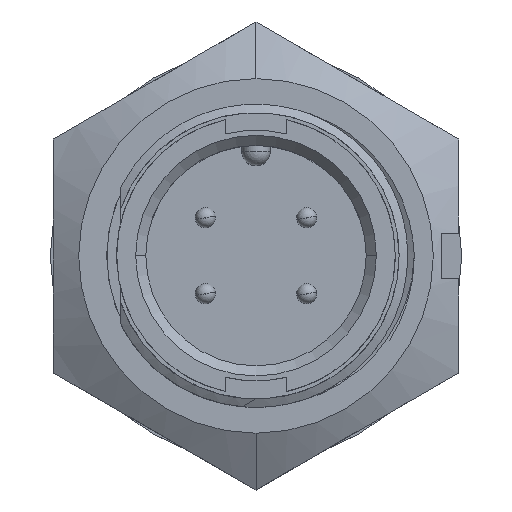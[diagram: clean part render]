
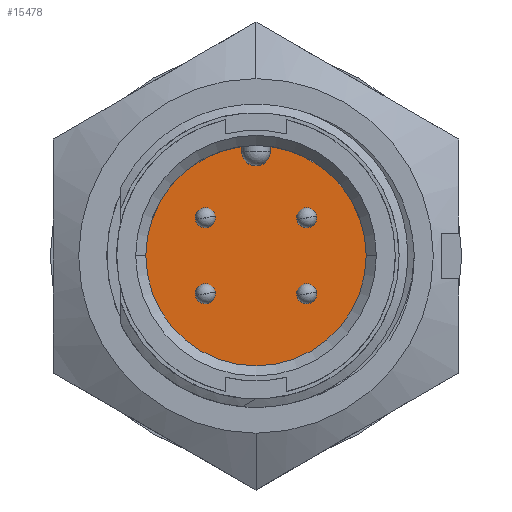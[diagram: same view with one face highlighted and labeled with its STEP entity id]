
A CAD part, top view. The second image highlights one B-rep face of the part: STEP entity #15478.
In plain terms, the highlighted planar face has unit normal (0, 0, 1).
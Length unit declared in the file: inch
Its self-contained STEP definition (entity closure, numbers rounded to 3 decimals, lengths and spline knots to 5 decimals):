
#7815 = EDGE_LOOP ( 'NONE', ( #16617, #16619 ) ) ;
#7818 = EDGE_LOOP ( 'NONE', ( #16618, #16620 ) ) ;
#7821 = EDGE_LOOP ( 'NONE', ( #16622, #16621, #16623, #16625, #16624, #16679 ) ) ;
#7823 = EDGE_LOOP ( 'NONE', ( #16691, #16677 ) ) ;
#7825 = EDGE_LOOP ( 'NONE', ( #16696, #16694 ) ) ;
#10810 = CARTESIAN_POINT ( 'NONE',  ( 0.11946, -0.07161, -0.3125 ) ) ;
#10811 = CARTESIAN_POINT ( 'NONE',  ( 0.028, 0.2055, -0.3125 ) ) ;
#10821 = CARTESIAN_POINT ( 'NONE',  ( -0.028, 0.2055, -0.3125 ) ) ;
#10825 = CARTESIAN_POINT ( 'NONE',  ( 0.028, 0.21569, -0.3125 ) ) ;
#10828 = CARTESIAN_POINT ( 'NONE',  ( -0.028, 0.21569, -0.3125 ) ) ;
#10849 = CARTESIAN_POINT ( 'NONE',  ( -0.08054, 0.07839, -0.3125 ) ) ;
#10867 = CARTESIAN_POINT ( 'NONE',  ( 0.08054, -0.07839, -0.3125 ) ) ;
#10874 = CARTESIAN_POINT ( 'NONE',  ( -0.08054, -0.07161, -0.3125 ) ) ;
#10899 = CARTESIAN_POINT ( 'NONE',  ( -0.11946, -0.07839, -0.3125 ) ) ;
#10939 = CARTESIAN_POINT ( 'NONE',  ( 0.2175, 0., -0.3125 ) ) ;
#10951 = CARTESIAN_POINT ( 'NONE',  ( -0.11946, 0.07161, -0.3125 ) ) ;
#10968 = CARTESIAN_POINT ( 'NONE',  ( 0.11946, 0.07839, -0.3125 ) ) ;
#10985 = CARTESIAN_POINT ( 'NONE',  ( 0.08054, 0.07161, -0.3125 ) ) ;
#11001 = CARTESIAN_POINT ( 'NONE',  ( -0.2175, 0., -0.3125 ) ) ;
#11338 = EDGE_CURVE ( 'NONE', #16473, #16445, #11567, .T. ) ;
#11339 = EDGE_CURVE ( 'NONE', #16573, #16553, #11568, .T. ) ;
#11340 = EDGE_CURVE ( 'NONE', #16535, #16417, #11569, .T. ) ;
#11341 = EDGE_CURVE ( 'NONE', #16438, #16389, #11570, .T. ) ;
#11343 = EDGE_CURVE ( 'NONE', #16374, #16384, #11571, .T. ) ;
#11348 = EDGE_CURVE ( 'NONE', #16384, #16393, #17770, .T. ) ;
#11350 = EDGE_CURVE ( 'NONE', #16590, #16393, #11572, .T. ) ;
#11351 = EDGE_CURVE ( 'NONE', #16390, #16520, #11573, .T. ) ;
#11352 = EDGE_CURVE ( 'NONE', #16390, #16374, #17755, .T. ) ;
#11567 = CIRCLE ( 'NONE', #15560, 0.01975 ) ;
#11568 = CIRCLE ( 'NONE', #15636, 0.01975 ) ;
#11569 = CIRCLE ( 'NONE', #15638, 0.01975 ) ;
#11570 = CIRCLE ( 'NONE', #15642, 0.01975 ) ;
#11571 = CIRCLE ( 'NONE', #15651, 0.028 ) ;
#11572 = CIRCLE ( 'NONE', #15655, 0.2175 ) ;
#11573 = CIRCLE ( 'NONE', #15653, 0.2175 ) ;
#11607 = CIRCLE ( 'NONE', #17095, 0.2175 ) ;
#11609 = CIRCLE ( 'NONE', #17093, 0.01975 ) ;
#11611 = CIRCLE ( 'NONE', #17112, 0.01975 ) ;
#15104 = EDGE_CURVE ( 'NONE', #16520, #16590, #11607, .T. ) ;
#15108 = EDGE_CURVE ( 'NONE', #16389, #16438, #11609, .T. ) ;
#15112 = EDGE_CURVE ( 'NONE', #16417, #16535, #11611, .T. ) ;
#15116 = EDGE_CURVE ( 'NONE', #16553, #16573, #19634, .T. ) ;
#15120 = EDGE_CURVE ( 'NONE', #16445, #16473, #19636, .T. ) ;
#15478 = ADVANCED_FACE ( 'NONE', ( #16323, #16315, #16311, #16307, #16305 ), #16941, .T. ) ;
#15555 = VECTOR ( 'NONE', #17768, 39.37008 ) ;
#15560 = AXIS2_PLACEMENT_3D ( 'NONE', #17815, #17814, #17813 ) ;
#15636 = AXIS2_PLACEMENT_3D ( 'NONE', #17812, #17811, #17810 ) ;
#15638 = AXIS2_PLACEMENT_3D ( 'NONE', #17809, #17808, #17807 ) ;
#15642 = AXIS2_PLACEMENT_3D ( 'NONE', #17806, #17805, #17803 ) ;
#15651 = AXIS2_PLACEMENT_3D ( 'NONE', #17802, #17797, #17796 ) ;
#15653 = AXIS2_PLACEMENT_3D ( 'NONE', #17761, #17759, #17758 ) ;
#15655 = AXIS2_PLACEMENT_3D ( 'NONE', #17777, #17764, #17763 ) ;
#15685 = VECTOR ( 'NONE', #17753, 39.37008 ) ;
#16305 = FACE_BOUND ( 'NONE', #7825, .T. ) ;
#16307 = FACE_BOUND ( 'NONE', #7823, .T. ) ;
#16311 = FACE_OUTER_BOUND ( 'NONE', #7821, .T. ) ;
#16314 = AXIS2_PLACEMENT_3D ( 'NONE', #16928, #16977, #16956 ) ;
#16315 = FACE_BOUND ( 'NONE', #7818, .T. ) ;
#16323 = FACE_BOUND ( 'NONE', #7815, .T. ) ;
#16374 = VERTEX_POINT ( 'NONE', #10811 ) ;
#16384 = VERTEX_POINT ( 'NONE', #10821 ) ;
#16389 = VERTEX_POINT ( 'NONE', #10810 ) ;
#16390 = VERTEX_POINT ( 'NONE', #10825 ) ;
#16393 = VERTEX_POINT ( 'NONE', #10828 ) ;
#16417 = VERTEX_POINT ( 'NONE', #10849 ) ;
#16438 = VERTEX_POINT ( 'NONE', #10867 ) ;
#16445 = VERTEX_POINT ( 'NONE', #10874 ) ;
#16473 = VERTEX_POINT ( 'NONE', #10899 ) ;
#16520 = VERTEX_POINT ( 'NONE', #10939 ) ;
#16535 = VERTEX_POINT ( 'NONE', #10951 ) ;
#16553 = VERTEX_POINT ( 'NONE', #10968 ) ;
#16573 = VERTEX_POINT ( 'NONE', #10985 ) ;
#16590 = VERTEX_POINT ( 'NONE', #11001 ) ;
#16617 = ORIENTED_EDGE ( 'NONE', *, *, #11341, .F. ) ;
#16618 = ORIENTED_EDGE ( 'NONE', *, *, #11340, .F. ) ;
#16619 = ORIENTED_EDGE ( 'NONE', *, *, #15108, .F. ) ;
#16620 = ORIENTED_EDGE ( 'NONE', *, *, #15112, .F. ) ;
#16621 = ORIENTED_EDGE ( 'NONE', *, *, #11348, .T. ) ;
#16622 = ORIENTED_EDGE ( 'NONE', *, *, #11343, .T. ) ;
#16623 = ORIENTED_EDGE ( 'NONE', *, *, #11350, .F. ) ;
#16624 = ORIENTED_EDGE ( 'NONE', *, *, #11351, .F. ) ;
#16625 = ORIENTED_EDGE ( 'NONE', *, *, #15104, .F. ) ;
#16677 = ORIENTED_EDGE ( 'NONE', *, *, #15116, .F. ) ;
#16679 = ORIENTED_EDGE ( 'NONE', *, *, #11352, .T. ) ;
#16691 = ORIENTED_EDGE ( 'NONE', *, *, #11339, .F. ) ;
#16694 = ORIENTED_EDGE ( 'NONE', *, *, #15120, .F. ) ;
#16696 = ORIENTED_EDGE ( 'NONE', *, *, #11338, .F. ) ;
#16928 = CARTESIAN_POINT ( 'NONE',  ( 0., 0., -0.3125 ) ) ;
#16941 = PLANE ( 'NONE',  #16314 ) ;
#16956 = DIRECTION ( 'NONE',  ( 1., 0., 0. ) ) ;
#16977 = DIRECTION ( 'NONE',  ( 0., 0., 1. ) ) ;
#17075 = AXIS2_PLACEMENT_3D ( 'NONE', #18515, #18514, #18513 ) ;
#17093 = AXIS2_PLACEMENT_3D ( 'NONE', #18552, #18551, #18550 ) ;
#17095 = AXIS2_PLACEMENT_3D ( 'NONE', #18573, #18565, #18564 ) ;
#17112 = AXIS2_PLACEMENT_3D ( 'NONE', #18540, #18539, #18538 ) ;
#17142 = AXIS2_PLACEMENT_3D ( 'NONE', #18527, #18526, #18525 ) ;
#17753 = DIRECTION ( 'NONE',  ( 0., -1., 0. ) ) ;
#17754 = CARTESIAN_POINT ( 'NONE',  ( 0.028, 0.21569, -0.3125 ) ) ;
#17755 = LINE ( 'NONE', #17754, #15685 ) ;
#17758 = DIRECTION ( 'NONE',  ( 1., 0., 0. ) ) ;
#17759 = DIRECTION ( 'NONE',  ( 0., 0., -1. ) ) ;
#17761 = CARTESIAN_POINT ( 'NONE',  ( 0., 0., -0.3125 ) ) ;
#17763 = DIRECTION ( 'NONE',  ( 1., 0., 0. ) ) ;
#17764 = DIRECTION ( 'NONE',  ( 0., 0., -1. ) ) ;
#17768 = DIRECTION ( 'NONE',  ( 0., 1., 0. ) ) ;
#17769 = CARTESIAN_POINT ( 'NONE',  ( -0.028, 0.21569, -0.3125 ) ) ;
#17770 = LINE ( 'NONE', #17769, #15555 ) ;
#17777 = CARTESIAN_POINT ( 'NONE',  ( 0., 0., -0.3125 ) ) ;
#17796 = DIRECTION ( 'NONE',  ( 1., 0., 0. ) ) ;
#17797 = DIRECTION ( 'NONE',  ( 0., 0., -1. ) ) ;
#17802 = CARTESIAN_POINT ( 'NONE',  ( 0., 0.2055, -0.3125 ) ) ;
#17803 = DIRECTION ( 'NONE',  ( 1., 0., 0. ) ) ;
#17805 = DIRECTION ( 'NONE',  ( 0., 0., 1. ) ) ;
#17806 = CARTESIAN_POINT ( 'NONE',  ( 0.1, -0.075, -0.3125 ) ) ;
#17807 = DIRECTION ( 'NONE',  ( 1., 0., 0. ) ) ;
#17808 = DIRECTION ( 'NONE',  ( 0., 0., 1. ) ) ;
#17809 = CARTESIAN_POINT ( 'NONE',  ( -0.1, 0.075, -0.3125 ) ) ;
#17810 = DIRECTION ( 'NONE',  ( 1., 0., 0. ) ) ;
#17811 = DIRECTION ( 'NONE',  ( 0., 0., 1. ) ) ;
#17812 = CARTESIAN_POINT ( 'NONE',  ( 0.1, 0.075, -0.3125 ) ) ;
#17813 = DIRECTION ( 'NONE',  ( 1., 0., 0. ) ) ;
#17814 = DIRECTION ( 'NONE',  ( 0., 0., 1. ) ) ;
#17815 = CARTESIAN_POINT ( 'NONE',  ( -0.1, -0.075, -0.3125 ) ) ;
#18513 = DIRECTION ( 'NONE',  ( 1., 0., 0. ) ) ;
#18514 = DIRECTION ( 'NONE',  ( 0., 0., 1. ) ) ;
#18515 = CARTESIAN_POINT ( 'NONE',  ( -0.1, -0.075, -0.3125 ) ) ;
#18525 = DIRECTION ( 'NONE',  ( 1., 0., 0. ) ) ;
#18526 = DIRECTION ( 'NONE',  ( 0., 0., 1. ) ) ;
#18527 = CARTESIAN_POINT ( 'NONE',  ( 0.1, 0.075, -0.3125 ) ) ;
#18538 = DIRECTION ( 'NONE',  ( 1., 0., 0. ) ) ;
#18539 = DIRECTION ( 'NONE',  ( 0., 0., 1. ) ) ;
#18540 = CARTESIAN_POINT ( 'NONE',  ( -0.1, 0.075, -0.3125 ) ) ;
#18550 = DIRECTION ( 'NONE',  ( 1., 0., 0. ) ) ;
#18551 = DIRECTION ( 'NONE',  ( 0., 0., 1. ) ) ;
#18552 = CARTESIAN_POINT ( 'NONE',  ( 0.1, -0.075, -0.3125 ) ) ;
#18564 = DIRECTION ( 'NONE',  ( 1., 0., 0. ) ) ;
#18565 = DIRECTION ( 'NONE',  ( 0., 0., -1. ) ) ;
#18573 = CARTESIAN_POINT ( 'NONE',  ( 0., 0., -0.3125 ) ) ;
#19634 = CIRCLE ( 'NONE', #17142, 0.01975 ) ;
#19636 = CIRCLE ( 'NONE', #17075, 0.01975 ) ;
